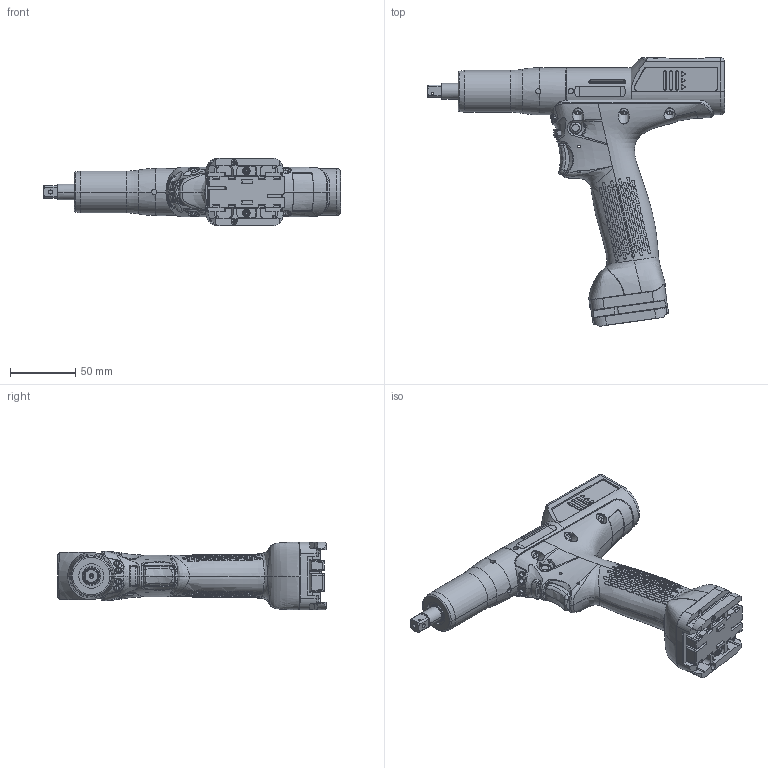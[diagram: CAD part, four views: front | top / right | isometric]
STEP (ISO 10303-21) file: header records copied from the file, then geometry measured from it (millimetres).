
FILE_DESCRIPTION((''),'2;1');
FILE_NAME('6151659010_WITHOUT_BATTERY','2014-10-17T',('greextsd'),(''),'PRO/ENGINEER BY PARAMETRIC TECHNOLOGY CORPORATION, 2014200','PRO/ENGINEER BY PARAMETRIC TECHNOLOGY CORPORATION, 2014200','');
FILE_SCHEMA(('CONFIG_CONTROL_DESIGN'));
Length unit declared in the file: millimetre
Products named in the file (1): 6151659010_WITHOUT_BATTERY
Bounding box: 227.15 x 205.54 x 52 mm (x, y, z)
Volume: 361038.7 mm3; surface area: 105278.5 mm2
Topology: 7 solids, 7 shells, 2997 faces, 7943 edges, 5086 vertices
Faces by surface type: plane 1171, cylinder 951, bspline 485, cone 235, torus 81, sphere 46, extrusion 28
Entity records: 183661 total; most frequent: CARTESIAN_POINT 115330, ORIENTED_EDGE 15798, DIRECTION 11618, EDGE_CURVE 7899, VERTEX_POINT 5086, AXIS2_PLACEMENT_3D 4104, VECTOR 3410, LINE 3382
